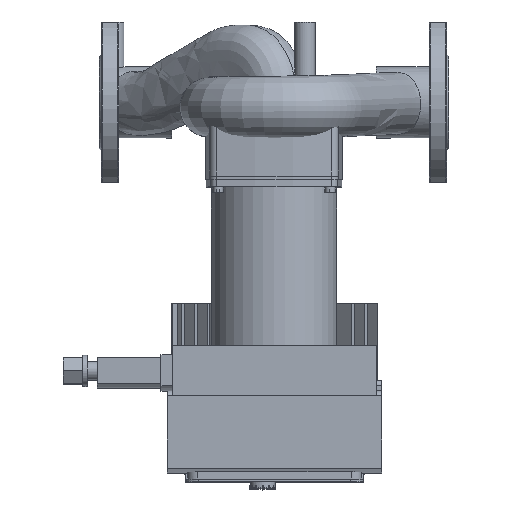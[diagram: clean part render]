
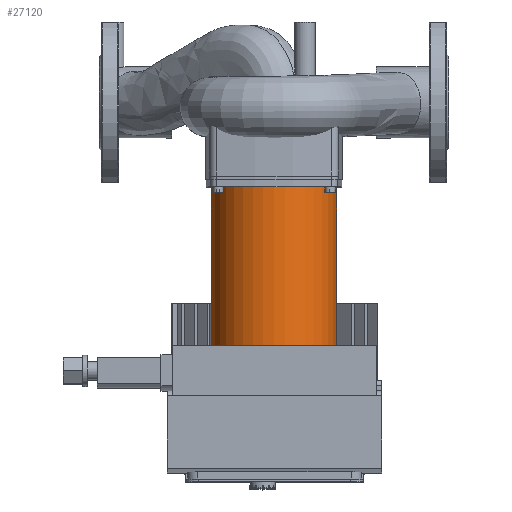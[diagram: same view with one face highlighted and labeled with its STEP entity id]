
A CAD part, top view. The second image highlights one B-rep face of the part: STEP entity #27120.
In plain terms, the highlighted cylindrical face has radius 61 mm (diameter 122 mm), a full revolution.
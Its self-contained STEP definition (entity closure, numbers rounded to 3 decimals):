
#234=FACE_BOUND('',#9505,.T.);
#6197=CYLINDRICAL_SURFACE('',#29703,61.);
#7878=FACE_OUTER_BOUND('',#9504,.T.);
#9504=EDGE_LOOP('',(#24455));
#9505=EDGE_LOOP('',(#24456));
#10569=CIRCLE('',#29704,61.);
#10570=CIRCLE('',#29705,61.);
#12957=VERTEX_POINT('',#81066);
#12958=VERTEX_POINT('',#81068);
#16810=EDGE_CURVE('',#12957,#12957,#10569,.T.);
#16811=EDGE_CURVE('',#12958,#12958,#10570,.T.);
#24455=ORIENTED_EDGE('',*,*,#16810,.T.);
#24456=ORIENTED_EDGE('',*,*,#16811,.F.);
#27120=ADVANCED_FACE('',(#7878,#234),#6197,.T.);
#29703=AXIS2_PLACEMENT_3D('',#81065,#37270,#37271);
#29704=AXIS2_PLACEMENT_3D('',#81067,#37272,#37273);
#29705=AXIS2_PLACEMENT_3D('',#81069,#37274,#37275);
#37270=DIRECTION('center_axis',(0.,-1.,0.));
#37271=DIRECTION('ref_axis',(-1.,0.,0.));
#37272=DIRECTION('center_axis',(0.,1.,0.));
#37273=DIRECTION('ref_axis',(-1.,0.,0.));
#37274=DIRECTION('center_axis',(0.,1.,0.));
#37275=DIRECTION('ref_axis',(-1.,0.,0.));
#81065=CARTESIAN_POINT('Origin',(170.,-82.5,150.));
#81066=CARTESIAN_POINT('',(231.,-237.,150.));
#81067=CARTESIAN_POINT('Origin',(170.,-237.,150.));
#81068=CARTESIAN_POINT('',(170.,-82.5,89.));
#81069=CARTESIAN_POINT('Origin',(170.,-82.5,150.));
